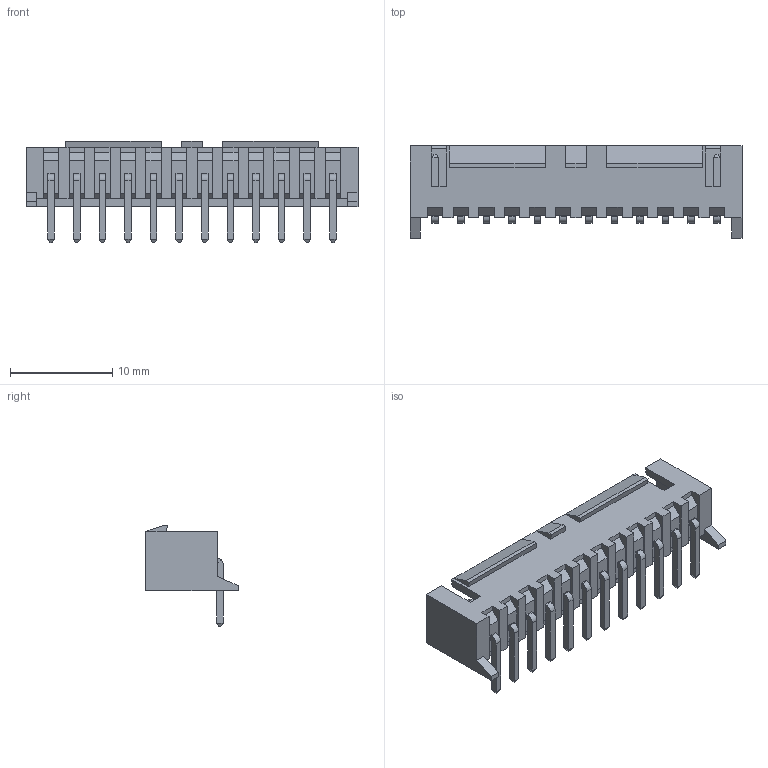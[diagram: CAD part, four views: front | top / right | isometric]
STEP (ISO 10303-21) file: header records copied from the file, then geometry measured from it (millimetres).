
FILE_DESCRIPTION (( 'STEP AP214' ), '1' );
FILE_NAME ('47E32D5F-B3D3-417D-8C7B-F14D477F02BD.STEP', '2025-09-19T03:55:47', ( '' ), ( '' ), 'SwSTEP 2.0', 'SolidWorks 2022', '' );
FILE_SCHEMA (( 'AUTOMOTIVE_DESIGN' ));
Length unit declared in the file: millimetre
Products named in the file (1): 47E32D5F-B3D3-417D-8C7B-F14D477F02BD
Bounding box: 32.4 x 9 x 9.89 mm (x, y, z)
Volume: 669.9 mm3; surface area: 1621.8 mm2
Topology: 1 solids, 1 shells, 407 faces, 1013 edges, 632 vertices
Faces by surface type: plane 395, cylinder 12
Entity records: 13190 total; most frequent: CARTESIAN_POINT 2053, ORIENTED_EDGE 2026, DIRECTION 1877, EDGE_CURVE 1013, LINE 965, VECTOR 965, VERTEX_POINT 632, AXIS2_PLACEMENT_3D 456
